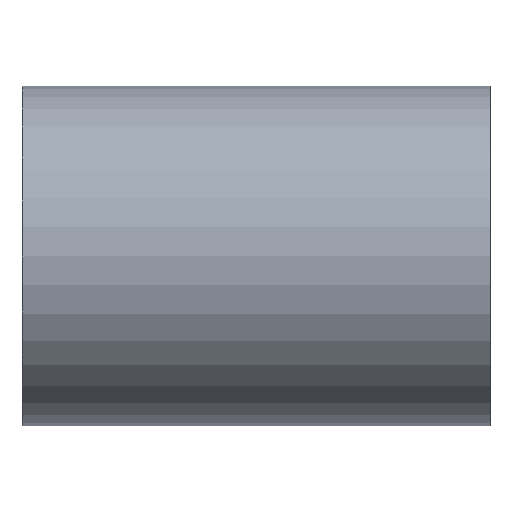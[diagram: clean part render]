
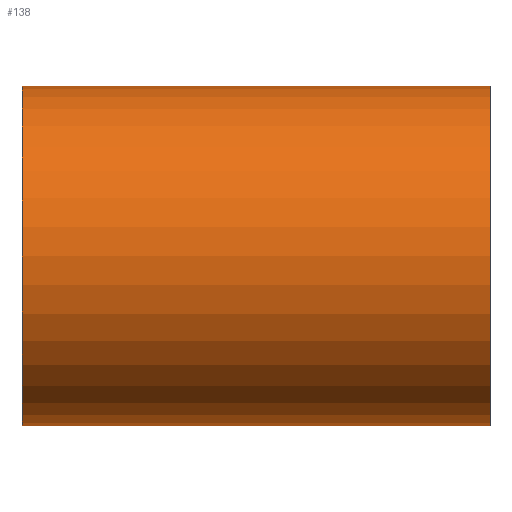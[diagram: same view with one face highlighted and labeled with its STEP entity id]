
A CAD part, front view. The second image highlights one B-rep face of the part: STEP entity #138.
In plain terms, the highlighted cylindrical face has radius 3.75 mm (diameter 7.5 mm), a partial arc.
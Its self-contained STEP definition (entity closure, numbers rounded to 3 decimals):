
#22 = VERTEX_POINT('',#23);
#23 = CARTESIAN_POINT('',(11.85,0.005,7.61));
#31 = EDGE_CURVE('',#32,#22,#34,.T.);
#32 = VERTEX_POINT('',#33);
#33 = CARTESIAN_POINT('',(1.51,0.005,7.61));
#34 = LINE('',#35,#36);
#35 = CARTESIAN_POINT('',(1.51,0.005,7.61));
#36 = VECTOR('',#37,1.);
#37 = DIRECTION('',(1.,0.,0.));
#138 = ADVANCED_FACE('',(#139),#166,.T.);
#139 = FACE_BOUND('',#140,.T.);
#140 = EDGE_LOOP('',(#141,#150,#151,#160));
#141 = ORIENTED_EDGE('',*,*,#142,.F.);
#142 = EDGE_CURVE('',#22,#143,#145,.T.);
#143 = VERTEX_POINT('',#144);
#144 = CARTESIAN_POINT('',(11.85,0.005,0.11));
#145 = CIRCLE('',#146,3.75);
#146 = AXIS2_PLACEMENT_3D('',#147,#148,#149);
#147 = CARTESIAN_POINT('',(11.85,0.005,3.86));
#148 = DIRECTION('',(1.,-0.,0.));
#149 = DIRECTION('',(0.,0.,-1.));
#150 = ORIENTED_EDGE('',*,*,#31,.F.);
#151 = ORIENTED_EDGE('',*,*,#152,.T.);
#152 = EDGE_CURVE('',#32,#153,#155,.T.);
#153 = VERTEX_POINT('',#154);
#154 = CARTESIAN_POINT('',(1.51,0.005,0.11));
#155 = CIRCLE('',#156,3.75);
#156 = AXIS2_PLACEMENT_3D('',#157,#158,#159);
#157 = CARTESIAN_POINT('',(1.51,0.005,3.86));
#158 = DIRECTION('',(1.,-0.,0.));
#159 = DIRECTION('',(0.,0.,-1.));
#160 = ORIENTED_EDGE('',*,*,#161,.T.);
#161 = EDGE_CURVE('',#153,#143,#162,.T.);
#162 = LINE('',#163,#164);
#163 = CARTESIAN_POINT('',(1.51,0.005,0.11));
#164 = VECTOR('',#165,1.);
#165 = DIRECTION('',(1.,0.,0.));
#166 = CYLINDRICAL_SURFACE('',#167,3.75);
#167 = AXIS2_PLACEMENT_3D('',#168,#169,#170);
#168 = CARTESIAN_POINT('',(1.51,0.005,3.86));
#169 = DIRECTION('',(1.,0.,0.));
#170 = DIRECTION('',(0.,0.,-1.));
